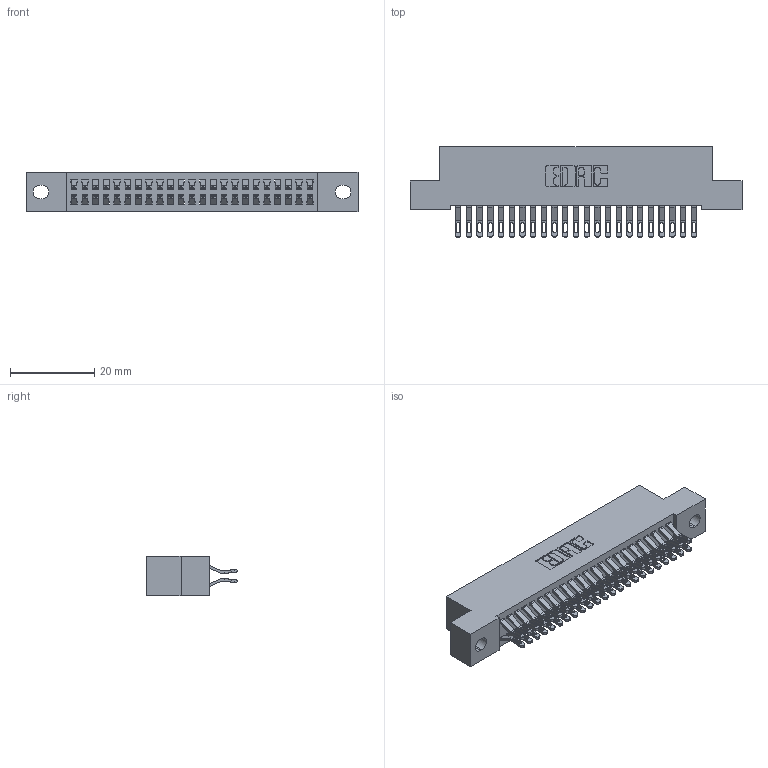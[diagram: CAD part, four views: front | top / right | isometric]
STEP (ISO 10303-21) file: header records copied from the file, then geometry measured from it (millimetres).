
FILE_DESCRIPTION (( 'STEP AP203' ), '1' );
FILE_NAME ('342-046-555-202.STEP', '2018-08-12T16:30:09', ( '' ), ( '' ), 'SwSTEP 2.0', 'SolidWorks 2016', '' );
FILE_SCHEMA (( 'CONFIG_CONTROL_DESIGN' ));
Length unit declared in the file: inch
Products named in the file (3): 342 Part_.128 Slot; 345-292-001_555 Tail; 342-046-555-202
Assembly tree (47 placements, depth 2):
  342-046-555-202
    342 Part_.128 Slot
    345-292-001_555 Tail  x46
Bounding box: 78.74 x 21.47 x 9.4 mm (x, y, z)
Volume: 7060.5 mm3; surface area: 11229.2 mm2
Topology: 47 solids, 47 shells, 2782 faces, 8729 edges, 5818 vertices
Faces by surface type: plane 1634, cylinder 1148
Entity records: 17583 total; most frequent: CARTESIAN_POINT 2972, ORIENTED_EDGE 2878, DIRECTION 2543, EDGE_CURVE 1439, VECTOR 1291, LINE 1291, VERTEX_POINT 958, AXIS2_PLACEMENT_3D 626
